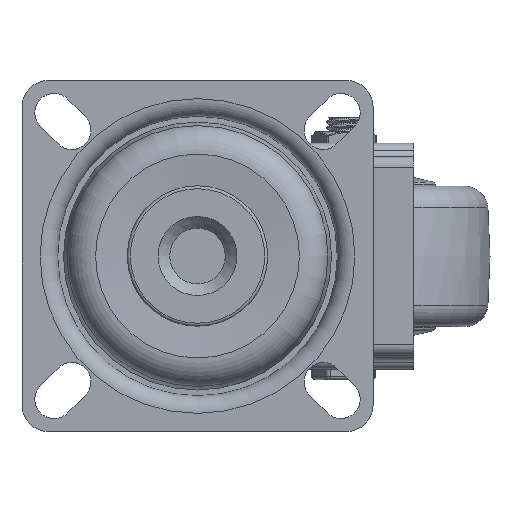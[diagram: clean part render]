
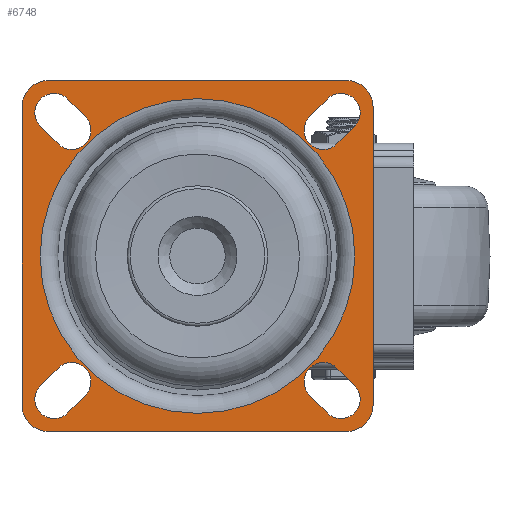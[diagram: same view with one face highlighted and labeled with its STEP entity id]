
A CAD part, top view. The second image highlights one B-rep face of the part: STEP entity #6748.
In plain terms, the highlighted planar face has unit normal (0, 0, 1).
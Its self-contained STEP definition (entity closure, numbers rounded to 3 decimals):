
#253=FACE_BOUND('',#1115,.T.);
#254=FACE_BOUND('',#1116,.T.);
#255=FACE_BOUND('',#1117,.T.);
#256=FACE_BOUND('',#1118,.T.);
#257=FACE_BOUND('',#1119,.T.);
#340=PLANE('',#7473);
#664=FACE_OUTER_BOUND('',#1114,.T.);
#1114=EDGE_LOOP('',(#5005,#5006,#5007,#5008,#5009,#5010,#5011,#5012));
#1115=EDGE_LOOP('',(#5013));
#1116=EDGE_LOOP('',(#5014,#5015,#5016,#5017));
#1117=EDGE_LOOP('',(#5018,#5019,#5020,#5021));
#1118=EDGE_LOOP('',(#5022,#5023,#5024,#5025));
#1119=EDGE_LOOP('',(#5026,#5027,#5028,#5029));
#1820=LINE('',#17279,#2087);
#1821=LINE('',#17280,#2088);
#1822=LINE('',#17281,#2089);
#1823=LINE('',#17282,#2090);
#1824=LINE('',#17283,#2091);
#1825=LINE('',#17284,#2092);
#1826=LINE('',#17285,#2093);
#1827=LINE('',#17286,#2094);
#1828=LINE('',#17287,#2095);
#1829=LINE('',#17288,#2096);
#1830=LINE('',#17289,#2097);
#1831=LINE('',#17290,#2098);
#2087=VECTOR('',#8803,1000.);
#2088=VECTOR('',#8804,1000.);
#2089=VECTOR('',#8805,1000.);
#2090=VECTOR('',#8806,1000.);
#2091=VECTOR('',#8807,1000.);
#2092=VECTOR('',#8808,1000.);
#2093=VECTOR('',#8809,1000.);
#2094=VECTOR('',#8810,1000.);
#2095=VECTOR('',#8811,1000.);
#2096=VECTOR('',#8812,1000.);
#2097=VECTOR('',#8813,1000.);
#2098=VECTOR('',#8814,1000.);
#2306=CIRCLE('',#7364,3.3);
#2309=CIRCLE('',#7368,3.3);
#2310=CIRCLE('',#7370,3.3);
#2313=CIRCLE('',#7374,3.3);
#2314=CIRCLE('',#7376,3.3);
#2317=CIRCLE('',#7380,3.3);
#2318=CIRCLE('',#7382,3.3);
#2321=CIRCLE('',#7386,3.3);
#2322=CIRCLE('',#7388,4.5);
#2324=CIRCLE('',#7391,4.5);
#2326=CIRCLE('',#7394,4.5);
#2328=CIRCLE('',#7397,4.5);
#2335=CIRCLE('',#7407,26.9);
#2866=VERTEX_POINT('',#14764);
#2867=VERTEX_POINT('',#14765);
#2872=VERTEX_POINT('',#14776);
#2873=VERTEX_POINT('',#14778);
#2874=VERTEX_POINT('',#14782);
#2875=VERTEX_POINT('',#14783);
#2880=VERTEX_POINT('',#14794);
#2881=VERTEX_POINT('',#14796);
#2882=VERTEX_POINT('',#14800);
#2883=VERTEX_POINT('',#14801);
#2888=VERTEX_POINT('',#14812);
#2889=VERTEX_POINT('',#14814);
#2890=VERTEX_POINT('',#14818);
#2891=VERTEX_POINT('',#14819);
#2896=VERTEX_POINT('',#14830);
#2897=VERTEX_POINT('',#14832);
#2898=VERTEX_POINT('',#14836);
#2899=VERTEX_POINT('',#14837);
#2902=VERTEX_POINT('',#14845);
#2903=VERTEX_POINT('',#14846);
#2906=VERTEX_POINT('',#14854);
#2907=VERTEX_POINT('',#14855);
#2910=VERTEX_POINT('',#14863);
#2911=VERTEX_POINT('',#14864);
#2920=VERTEX_POINT('',#15215);
#3594=EDGE_CURVE('',#2866,#2867,#2306,.T.);
#3600=EDGE_CURVE('',#2873,#2872,#2309,.T.);
#3602=EDGE_CURVE('',#2874,#2875,#2310,.T.);
#3608=EDGE_CURVE('',#2881,#2880,#2313,.T.);
#3610=EDGE_CURVE('',#2882,#2883,#2314,.T.);
#3616=EDGE_CURVE('',#2889,#2888,#2317,.T.);
#3618=EDGE_CURVE('',#2890,#2891,#2318,.T.);
#3624=EDGE_CURVE('',#2897,#2896,#2321,.T.);
#3626=EDGE_CURVE('',#2898,#2899,#2322,.T.);
#3630=EDGE_CURVE('',#2902,#2903,#2324,.T.);
#3634=EDGE_CURVE('',#2906,#2907,#2326,.T.);
#3638=EDGE_CURVE('',#2910,#2911,#2328,.T.);
#3651=EDGE_CURVE('',#2920,#2920,#2335,.T.);
#3717=EDGE_CURVE('',#2907,#2910,#1820,.T.);
#3718=EDGE_CURVE('',#2899,#2906,#1821,.T.);
#3719=EDGE_CURVE('',#2903,#2898,#1822,.T.);
#3720=EDGE_CURVE('',#2911,#2902,#1823,.T.);
#3721=EDGE_CURVE('',#2891,#2897,#1824,.T.);
#3722=EDGE_CURVE('',#2896,#2890,#1825,.T.);
#3723=EDGE_CURVE('',#2883,#2889,#1826,.T.);
#3724=EDGE_CURVE('',#2888,#2882,#1827,.T.);
#3725=EDGE_CURVE('',#2875,#2881,#1828,.T.);
#3726=EDGE_CURVE('',#2880,#2874,#1829,.T.);
#3727=EDGE_CURVE('',#2867,#2873,#1830,.T.);
#3728=EDGE_CURVE('',#2872,#2866,#1831,.T.);
#5005=ORIENTED_EDGE('',*,*,#3638,.F.);
#5006=ORIENTED_EDGE('',*,*,#3717,.F.);
#5007=ORIENTED_EDGE('',*,*,#3634,.F.);
#5008=ORIENTED_EDGE('',*,*,#3718,.F.);
#5009=ORIENTED_EDGE('',*,*,#3626,.F.);
#5010=ORIENTED_EDGE('',*,*,#3719,.F.);
#5011=ORIENTED_EDGE('',*,*,#3630,.F.);
#5012=ORIENTED_EDGE('',*,*,#3720,.F.);
#5013=ORIENTED_EDGE('',*,*,#3651,.F.);
#5014=ORIENTED_EDGE('',*,*,#3721,.T.);
#5015=ORIENTED_EDGE('',*,*,#3624,.T.);
#5016=ORIENTED_EDGE('',*,*,#3722,.T.);
#5017=ORIENTED_EDGE('',*,*,#3618,.T.);
#5018=ORIENTED_EDGE('',*,*,#3723,.T.);
#5019=ORIENTED_EDGE('',*,*,#3616,.T.);
#5020=ORIENTED_EDGE('',*,*,#3724,.T.);
#5021=ORIENTED_EDGE('',*,*,#3610,.T.);
#5022=ORIENTED_EDGE('',*,*,#3725,.T.);
#5023=ORIENTED_EDGE('',*,*,#3608,.T.);
#5024=ORIENTED_EDGE('',*,*,#3726,.T.);
#5025=ORIENTED_EDGE('',*,*,#3602,.T.);
#5026=ORIENTED_EDGE('',*,*,#3727,.T.);
#5027=ORIENTED_EDGE('',*,*,#3600,.T.);
#5028=ORIENTED_EDGE('',*,*,#3728,.T.);
#5029=ORIENTED_EDGE('',*,*,#3594,.T.);
#6748=ADVANCED_FACE('',(#664,#253,#254,#255,#256,#257),#340,.T.);
#7364=AXIS2_PLACEMENT_3D('',#14766,#8533,#8534);
#7368=AXIS2_PLACEMENT_3D('',#14779,#8544,#8545);
#7370=AXIS2_PLACEMENT_3D('',#14784,#8549,#8550);
#7374=AXIS2_PLACEMENT_3D('',#14797,#8560,#8561);
#7376=AXIS2_PLACEMENT_3D('',#14802,#8565,#8566);
#7380=AXIS2_PLACEMENT_3D('',#14815,#8576,#8577);
#7382=AXIS2_PLACEMENT_3D('',#14820,#8581,#8582);
#7386=AXIS2_PLACEMENT_3D('',#14833,#8592,#8593);
#7388=AXIS2_PLACEMENT_3D('',#14838,#8597,#8598);
#7391=AXIS2_PLACEMENT_3D('',#14847,#8605,#8606);
#7394=AXIS2_PLACEMENT_3D('',#14856,#8613,#8614);
#7397=AXIS2_PLACEMENT_3D('',#14865,#8621,#8622);
#7407=AXIS2_PLACEMENT_3D('',#15217,#8644,#8645);
#7473=AXIS2_PLACEMENT_3D('',#17278,#8801,#8802);
#8533=DIRECTION('center_axis',(0.,0.,-1.));
#8534=DIRECTION('ref_axis',(-1.,0.,0.));
#8544=DIRECTION('center_axis',(0.,0.,-1.));
#8545=DIRECTION('ref_axis',(-1.,0.,0.));
#8549=DIRECTION('center_axis',(0.,0.,-1.));
#8550=DIRECTION('ref_axis',(-1.,0.,0.));
#8560=DIRECTION('center_axis',(0.,0.,-1.));
#8561=DIRECTION('ref_axis',(-1.,0.,0.));
#8565=DIRECTION('center_axis',(0.,0.,-1.));
#8566=DIRECTION('ref_axis',(1.,0.,0.));
#8576=DIRECTION('center_axis',(0.,0.,-1.));
#8577=DIRECTION('ref_axis',(1.,0.,0.));
#8581=DIRECTION('center_axis',(0.,0.,-1.));
#8582=DIRECTION('ref_axis',(1.,0.,0.));
#8592=DIRECTION('center_axis',(0.,0.,-1.));
#8593=DIRECTION('ref_axis',(1.,0.,0.));
#8597=DIRECTION('center_axis',(0.,0.,-1.));
#8598=DIRECTION('ref_axis',(0.707,0.707,0.));
#8605=DIRECTION('center_axis',(0.,0.,-1.));
#8606=DIRECTION('ref_axis',(-0.707,0.707,0.));
#8613=DIRECTION('center_axis',(0.,0.,-1.));
#8614=DIRECTION('ref_axis',(0.707,-0.707,0.));
#8621=DIRECTION('center_axis',(0.,0.,-1.));
#8622=DIRECTION('ref_axis',(-0.707,-0.707,0.));
#8644=DIRECTION('center_axis',(0.,0.,1.));
#8645=DIRECTION('ref_axis',(-1.,0.,0.));
#8801=DIRECTION('center_axis',(0.,0.,1.));
#8802=DIRECTION('ref_axis',(1.,0.,0.));
#8803=DIRECTION('',(-1.,0.,0.));
#8804=DIRECTION('',(0.,-1.,0.));
#8805=DIRECTION('',(1.,0.,0.));
#8806=DIRECTION('',(0.,1.,0.));
#8807=DIRECTION('',(-0.707,0.707,0.));
#8808=DIRECTION('',(0.707,-0.707,0.));
#8809=DIRECTION('',(-0.707,-0.707,0.));
#8810=DIRECTION('',(0.707,0.707,0.));
#8811=DIRECTION('',(0.707,0.707,0.));
#8812=DIRECTION('',(-0.707,-0.707,0.));
#8813=DIRECTION('',(0.707,-0.707,0.));
#8814=DIRECTION('',(-0.707,0.707,0.));
#14764=CARTESIAN_POINT('',(19.167,-23.833,0.));
#14765=CARTESIAN_POINT('',(23.833,-19.167,0.));
#14766=CARTESIAN_POINT('Origin',(21.5,-21.5,0.));
#14776=CARTESIAN_POINT('',(22.167,-26.833,0.));
#14778=CARTESIAN_POINT('',(26.833,-22.167,0.));
#14779=CARTESIAN_POINT('Origin',(24.5,-24.5,0.));
#14782=CARTESIAN_POINT('',(23.833,19.167,0.));
#14783=CARTESIAN_POINT('',(19.167,23.833,0.));
#14784=CARTESIAN_POINT('Origin',(21.5,21.5,0.));
#14794=CARTESIAN_POINT('',(26.833,22.167,0.));
#14796=CARTESIAN_POINT('',(22.167,26.833,0.));
#14797=CARTESIAN_POINT('Origin',(24.5,24.5,0.));
#14800=CARTESIAN_POINT('',(-23.833,-19.167,0.));
#14801=CARTESIAN_POINT('',(-19.167,-23.833,0.));
#14802=CARTESIAN_POINT('Origin',(-21.5,-21.5,0.));
#14812=CARTESIAN_POINT('',(-26.833,-22.167,0.));
#14814=CARTESIAN_POINT('',(-22.167,-26.833,0.));
#14815=CARTESIAN_POINT('Origin',(-24.5,-24.5,0.));
#14818=CARTESIAN_POINT('',(-19.167,23.833,0.));
#14819=CARTESIAN_POINT('',(-23.833,19.167,0.));
#14820=CARTESIAN_POINT('Origin',(-21.5,21.5,0.));
#14830=CARTESIAN_POINT('',(-22.167,26.833,0.));
#14832=CARTESIAN_POINT('',(-26.833,22.167,0.));
#14833=CARTESIAN_POINT('Origin',(-24.5,24.5,0.));
#14836=CARTESIAN_POINT('',(25.5,30.,0.));
#14837=CARTESIAN_POINT('',(30.,25.5,0.));
#14838=CARTESIAN_POINT('Origin',(25.5,25.5,0.));
#14845=CARTESIAN_POINT('',(-30.,25.5,0.));
#14846=CARTESIAN_POINT('',(-25.5,30.,0.));
#14847=CARTESIAN_POINT('Origin',(-25.5,25.5,0.));
#14854=CARTESIAN_POINT('',(30.,-25.5,0.));
#14855=CARTESIAN_POINT('',(25.5,-30.,0.));
#14856=CARTESIAN_POINT('Origin',(25.5,-25.5,0.));
#14863=CARTESIAN_POINT('',(-25.5,-30.,0.));
#14864=CARTESIAN_POINT('',(-30.,-25.5,0.));
#14865=CARTESIAN_POINT('Origin',(-25.5,-25.5,0.));
#15215=CARTESIAN_POINT('',(-26.9,0.,0.));
#15217=CARTESIAN_POINT('Origin',(0.,0.,0.));
#17278=CARTESIAN_POINT('Origin',(0.,0.,0.));
#17279=CARTESIAN_POINT('',(30.,-30.,0.));
#17280=CARTESIAN_POINT('',(30.,30.,0.));
#17281=CARTESIAN_POINT('',(-30.,30.,0.));
#17282=CARTESIAN_POINT('',(-30.,-30.,0.));
#17283=CARTESIAN_POINT('',(-26.833,22.167,0.));
#17284=CARTESIAN_POINT('',(-22.167,26.833,0.));
#17285=CARTESIAN_POINT('',(-22.167,-26.833,0.));
#17286=CARTESIAN_POINT('',(-26.833,-22.167,0.));
#17287=CARTESIAN_POINT('',(22.167,26.833,0.));
#17288=CARTESIAN_POINT('',(26.833,22.167,0.));
#17289=CARTESIAN_POINT('',(26.833,-22.167,0.));
#17290=CARTESIAN_POINT('',(22.167,-26.833,0.));
